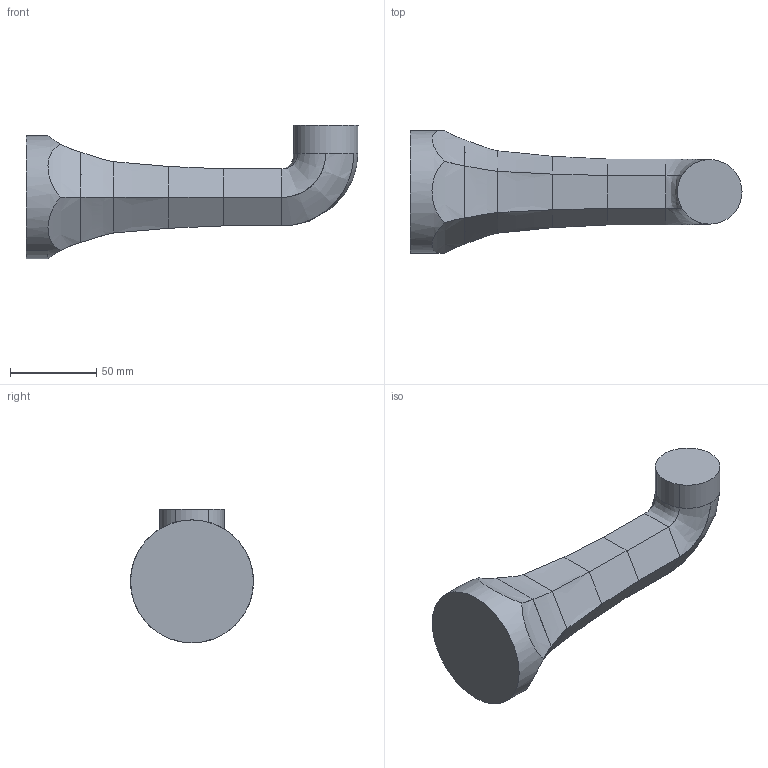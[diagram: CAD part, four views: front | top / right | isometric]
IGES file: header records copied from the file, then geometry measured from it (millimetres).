
Start section:  PTC IGES file: prt0001.igs
Global section: file name: prt0001.igs; native system: Creo Parametric by PTC Inc.; preprocessor: 2018400; author: rsmith; organization: Unknown; date: 20210125.153556; units: inch
Bounding box: 192.07 x 71.12 x 77.34 mm (x, y, z)
Surface area: 33702.8 mm2 (no closed solid volume)
Topology: 0 solids, 0 shells, 49 faces, 222 edges, 222 vertices
Faces by surface type: bspline 33, revolution 10, extrusion 6
